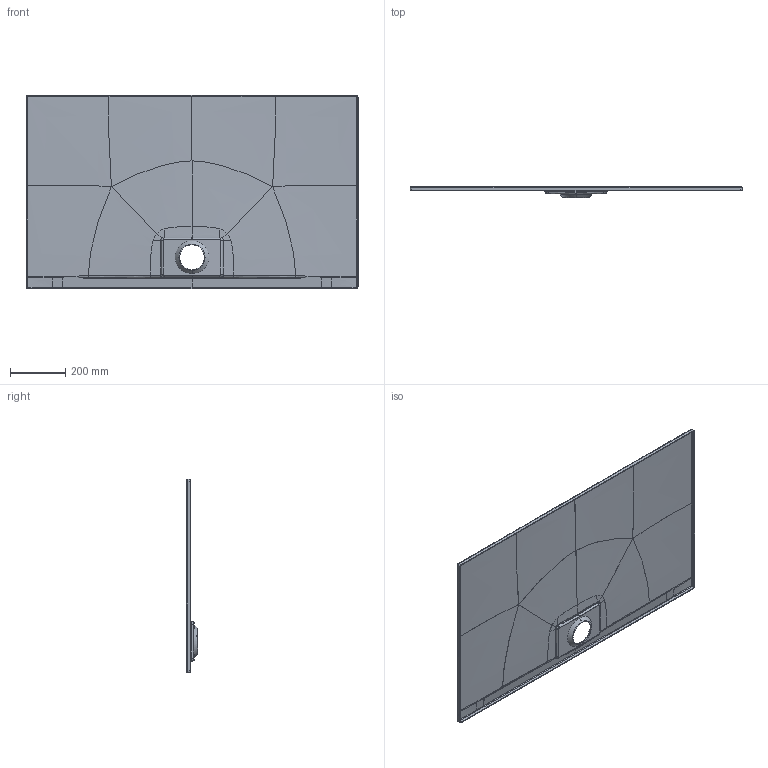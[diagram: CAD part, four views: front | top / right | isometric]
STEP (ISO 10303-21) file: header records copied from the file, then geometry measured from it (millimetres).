
FILE_DESCRIPTION((''),'2;1');
FILE_NAME('MASTER-FILE_1200X700','2015-11-25T',('grootj'),('Villeroy & Boch Wellness bv'),'CREO PARAMETRIC BY PTC INC, 2015290','CREO PARAMETRIC BY PTC INC, 2015290','');
FILE_SCHEMA(('CONFIG_CONTROL_DESIGN'));
Length unit declared in the file: millimetre
Products named in the file (1): MASTER-FILE_1200X700
Bounding box: 1200 x 40 x 700 mm (x, y, z)
Volume: 2646017 mm3; surface area: 1777818.9 mm2
Topology: 1 solids, 3 shells, 245 faces, 562 edges, 320 vertices
Faces by surface type: bspline 188, cylinder 26, plane 23, cone 8
Entity records: 16948 total; most frequent: CARTESIAN_POINT 12695, ORIENTED_EDGE 1116, EDGE_CURVE 562, DIRECTION 466, VERTEX_POINT 320, B_SPLINE_CURVE_WITH_KNOTS 318, EDGE_LOOP 248, FACE_OUTER_BOUND 245
